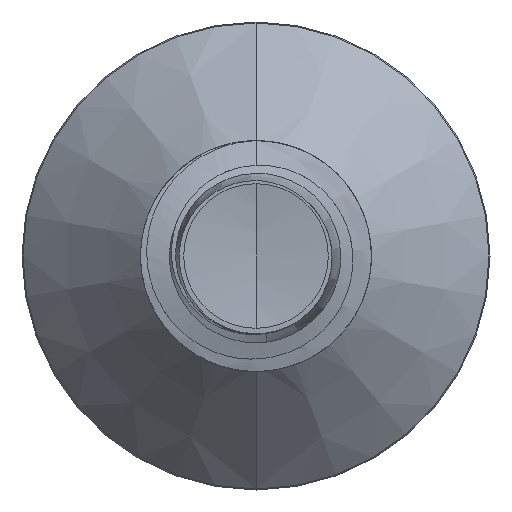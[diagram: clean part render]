
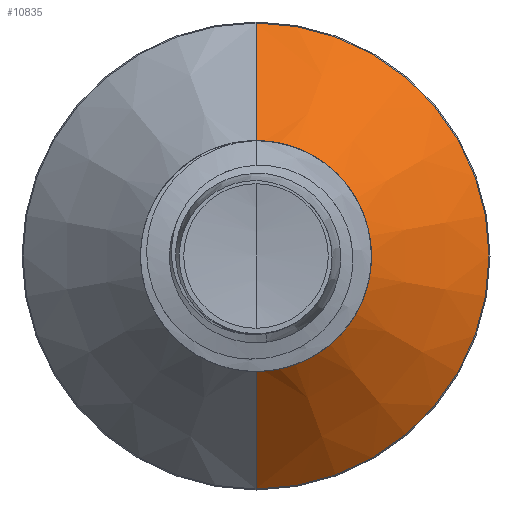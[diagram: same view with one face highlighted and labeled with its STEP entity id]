
A CAD part, front view. The second image highlights one B-rep face of the part: STEP entity #10835.
In plain terms, the highlighted conical face has half-angle 45 degrees and reference radius 0.859 mm.
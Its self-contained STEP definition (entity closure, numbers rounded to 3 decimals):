
#429 = ORIENTED_EDGE ( 'NONE', *, *, #13906, .F. ) ;
#448 = VERTEX_POINT ( 'NONE', #19136 ) ;
#1857 = DIRECTION ( 'NONE',  ( 0., 0.707, -0.707 ) ) ;
#1920 = VERTEX_POINT ( 'NONE', #2173 ) ;
#2173 = CARTESIAN_POINT ( 'NONE',  ( 0., 6.642, 1.817 ) ) ;
#2349 = CONICAL_SURFACE ( 'NONE', #5551, 0.859, 0.785 ) ;
#2651 = ORIENTED_EDGE ( 'NONE', *, *, #11480, .T. ) ;
#3758 = EDGE_CURVE ( 'NONE', #1920, #8788, #5619, .T. ) ;
#3830 = CARTESIAN_POINT ( 'NONE',  ( 0., 5.684, 0. ) ) ;
#3843 = CARTESIAN_POINT ( 'NONE',  ( 0., 5.684, 0.859 ) ) ;
#5108 = DIRECTION ( 'NONE',  ( 0., 1., 0. ) ) ;
#5551 = AXIS2_PLACEMENT_3D ( 'NONE', #3830, #10325, #17964 ) ;
#5619 = CIRCLE ( 'NONE', #13835, 1.817 ) ;
#5857 = CARTESIAN_POINT ( 'NONE',  ( 0., 6.642, -1.817 ) ) ;
#7140 = EDGE_LOOP ( 'NONE', ( #7867, #2651, #8691, #429 ) ) ;
#7867 = ORIENTED_EDGE ( 'NONE', *, *, #10169, .T. ) ;
#8110 = FACE_OUTER_BOUND ( 'NONE', #7140, .T. ) ;
#8640 = CARTESIAN_POINT ( 'NONE',  ( 0., 6.642, 0. ) ) ;
#8691 = ORIENTED_EDGE ( 'NONE', *, *, #3758, .F. ) ;
#8788 = VERTEX_POINT ( 'NONE', #5857 ) ;
#10169 = EDGE_CURVE ( 'NONE', #17083, #448, #16824, .T. ) ;
#10233 = DIRECTION ( 'NONE',  ( 0., 0., 1. ) ) ;
#10325 = DIRECTION ( 'NONE',  ( 0., 1., 0. ) ) ;
#10835 = ADVANCED_FACE ( 'NONE', ( #8110 ), #2349, .T. ) ;
#11480 = EDGE_CURVE ( 'NONE', #448, #8788, #13005, .T. ) ;
#13005 = LINE ( 'NONE', #19228, #17058 ) ;
#13835 = AXIS2_PLACEMENT_3D ( 'NONE', #8640, #19430, #10233 ) ;
#13906 = EDGE_CURVE ( 'NONE', #17083, #1920, #16343, .T. ) ;
#14535 = CARTESIAN_POINT ( 'NONE',  ( 0., 5.684, 0. ) ) ;
#14846 = DIRECTION ( 'NONE',  ( 0., 0.707, 0.707 ) ) ;
#15635 = CARTESIAN_POINT ( 'NONE',  ( 0., 5.684, 0.859 ) ) ;
#16080 = DIRECTION ( 'NONE',  ( 0., 0., 1. ) ) ;
#16343 = LINE ( 'NONE', #3843, #17297 ) ;
#16824 = CIRCLE ( 'NONE', #19506, 0.859 ) ;
#17058 = VECTOR ( 'NONE', #1857, 1000. ) ;
#17083 = VERTEX_POINT ( 'NONE', #15635 ) ;
#17297 = VECTOR ( 'NONE', #14846, 1000. ) ;
#17964 = DIRECTION ( 'NONE',  ( 0., 0., 1. ) ) ;
#19136 = CARTESIAN_POINT ( 'NONE',  ( 0., 5.684, -0.859 ) ) ;
#19228 = CARTESIAN_POINT ( 'NONE',  ( 0., 5.684, -0.859 ) ) ;
#19430 = DIRECTION ( 'NONE',  ( 0., 1., 0. ) ) ;
#19506 = AXIS2_PLACEMENT_3D ( 'NONE', #14535, #5108, #16080 ) ;
